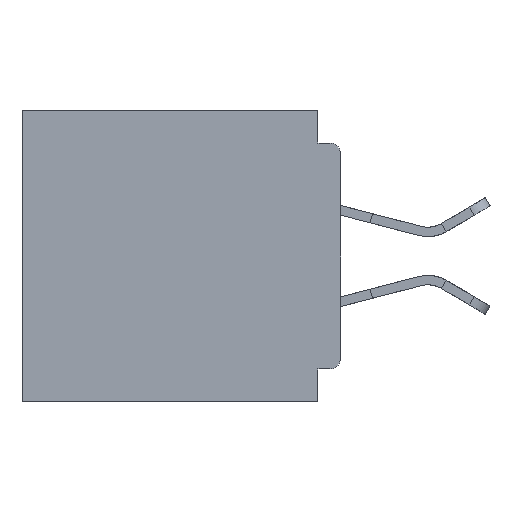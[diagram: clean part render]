
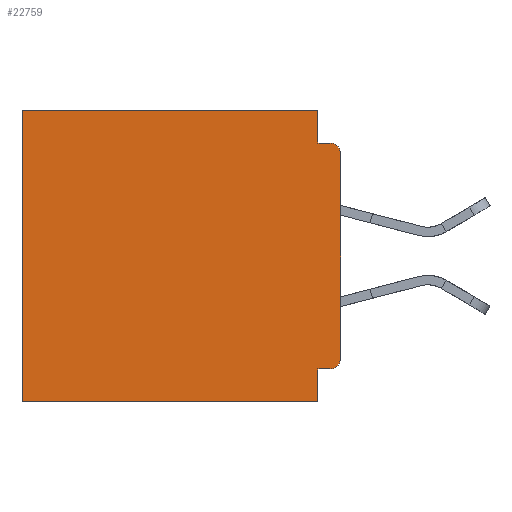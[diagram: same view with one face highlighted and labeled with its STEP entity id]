
A CAD part, left-side view. The second image highlights one B-rep face of the part: STEP entity #22759.
In plain terms, the highlighted planar face has unit normal (-1, 0, 0).
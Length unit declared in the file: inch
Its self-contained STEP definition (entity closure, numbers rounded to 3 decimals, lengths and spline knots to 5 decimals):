
#951 = VERTEX_POINT ( 'NONE', #5655 ) ;
#980 = DIRECTION ( 'NONE',  ( 0., 1., 0. ) ) ;
#1466 = EDGE_CURVE ( 'NONE', #14868, #951, #22450, .T. ) ;
#1746 = ORIENTED_EDGE ( 'NONE', *, *, #7417, .T. ) ;
#2447 = VERTEX_POINT ( 'NONE', #3322 ) ;
#2793 = EDGE_CURVE ( 'NONE', #24317, #2447, #20079, .T. ) ;
#2872 = EDGE_CURVE ( 'NONE', #33625, #14843, #45289, .T. ) ;
#3269 = FACE_OUTER_BOUND ( 'NONE', #24920, .T. ) ;
#3322 = CARTESIAN_POINT ( 'NONE',  ( 0.3, 0.031, -0.355 ) ) ;
#4378 = LINE ( 'NONE', #34934, #20277 ) ;
#4487 = CARTESIAN_POINT ( 'NONE',  ( 0.3, 0., -0.4 ) ) ;
#5645 = VERTEX_POINT ( 'NONE', #43044 ) ;
#5655 = CARTESIAN_POINT ( 'NONE',  ( 0.3, 0.437, -0.4 ) ) ;
#6039 = CARTESIAN_POINT ( 'NONE',  ( 0.3, 0.015, -0.355 ) ) ;
#6879 = DIRECTION ( 'NONE',  ( 0., 0., -1. ) ) ;
#7220 = EDGE_CURVE ( 'NONE', #33625, #40635, #24739, .T. ) ;
#7417 = EDGE_CURVE ( 'NONE', #27342, #14868, #33709, .T. ) ;
#7851 = DIRECTION ( 'NONE',  ( 0., 0., -1. ) ) ;
#8332 = VECTOR ( 'NONE', #980, 39.37008 ) ;
#9372 = CARTESIAN_POINT ( 'NONE',  ( 0.3, 0., 0. ) ) ;
#10219 = LINE ( 'NONE', #32055, #36687 ) ;
#10248 = CARTESIAN_POINT ( 'NONE',  ( 0.3, 0., -0.355 ) ) ;
#10575 = CARTESIAN_POINT ( 'NONE',  ( 0.3, 0.437, 0. ) ) ;
#10873 = ORIENTED_EDGE ( 'NONE', *, *, #16740, .F. ) ;
#11048 = ORIENTED_EDGE ( 'NONE', *, *, #27151, .F. ) ;
#11751 = CARTESIAN_POINT ( 'NONE',  ( 0.3, 0.015, -0.06 ) ) ;
#12717 = DIRECTION ( 'NONE',  ( 0., 1., 0. ) ) ;
#12754 = AXIS2_PLACEMENT_3D ( 'NONE', #20075, #45146, #23642 ) ;
#12823 = ORIENTED_EDGE ( 'NONE', *, *, #2793, .F. ) ;
#13169 = CARTESIAN_POINT ( 'NONE',  ( 0.3, 0.031, 0. ) ) ;
#14109 = DIRECTION ( 'NONE',  ( -1., 0., 0. ) ) ;
#14790 = ORIENTED_EDGE ( 'NONE', *, *, #21076, .F. ) ;
#14843 = VERTEX_POINT ( 'NONE', #31836 ) ;
#14868 = VERTEX_POINT ( 'NONE', #10575 ) ;
#15406 = DIRECTION ( 'NONE',  ( 0., 0., -1. ) ) ;
#16740 = EDGE_CURVE ( 'NONE', #40016, #40635, #4378, .T. ) ;
#18445 = CARTESIAN_POINT ( 'NONE',  ( 0.3, 0.031, -0.045 ) ) ;
#18938 = AXIS2_PLACEMENT_3D ( 'NONE', #35658, #14109, #39283 ) ;
#20070 = ORIENTED_EDGE ( 'NONE', *, *, #36022, .T. ) ;
#20075 = CARTESIAN_POINT ( 'NONE',  ( 0.3, 0., -0.4 ) ) ;
#20079 = LINE ( 'NONE', #10248, #38040 ) ;
#20216 = VECTOR ( 'NONE', #24828, 39.37008 ) ;
#20277 = VECTOR ( 'NONE', #42166, 39.37008 ) ;
#21076 = EDGE_CURVE ( 'NONE', #27342, #40016, #10219, .T. ) ;
#21458 = CARTESIAN_POINT ( 'NONE',  ( 0.3, 0., -0.4 ) ) ;
#22450 = LINE ( 'NONE', #24671, #20216 ) ;
#22759 = ADVANCED_FACE ( 'NONE', ( #3269 ), #30706, .F. ) ;
#23642 = DIRECTION ( 'NONE',  ( 0., 0., -1. ) ) ;
#24317 = VERTEX_POINT ( 'NONE', #6039 ) ;
#24404 = ORIENTED_EDGE ( 'NONE', *, *, #1466, .T. ) ;
#24671 = CARTESIAN_POINT ( 'NONE',  ( 0.3, 0.437, -0.4 ) ) ;
#24739 = CIRCLE ( 'NONE', #31804, 0.015 ) ;
#24828 = DIRECTION ( 'NONE',  ( 0., 0., -1. ) ) ;
#24920 = EDGE_LOOP ( 'NONE', ( #29396, #28322, #10873, #14790, #1746, #24404, #35670, #11048, #12823, #20070 ) ) ;
#25270 = VECTOR ( 'NONE', #34563, 39.37008 ) ;
#26403 = CARTESIAN_POINT ( 'NONE',  ( 0.3, 0.031, -0.4 ) ) ;
#26515 = CARTESIAN_POINT ( 'NONE',  ( 0.3, 0., -0.06 ) ) ;
#27151 = EDGE_CURVE ( 'NONE', #2447, #5645, #46352, .T. ) ;
#27342 = VERTEX_POINT ( 'NONE', #13169 ) ;
#27390 = CIRCLE ( 'NONE', #18938, 0.015 ) ;
#27490 = LINE ( 'NONE', #4487, #8332 ) ;
#28322 = ORIENTED_EDGE ( 'NONE', *, *, #7220, .T. ) ;
#29396 = ORIENTED_EDGE ( 'NONE', *, *, #2872, .F. ) ;
#30706 = PLANE ( 'NONE',  #12754 ) ;
#31804 = AXIS2_PLACEMENT_3D ( 'NONE', #11751, #36945, #15406 ) ;
#31836 = CARTESIAN_POINT ( 'NONE',  ( 0.3, 0., -0.34 ) ) ;
#32055 = CARTESIAN_POINT ( 'NONE',  ( 0.3, 0.031, 0. ) ) ;
#33625 = VERTEX_POINT ( 'NONE', #26515 ) ;
#33709 = LINE ( 'NONE', #9372, #25270 ) ;
#34563 = DIRECTION ( 'NONE',  ( 0., 1., 0. ) ) ;
#34656 = VECTOR ( 'NONE', #7851, 39.37008 ) ;
#34934 = CARTESIAN_POINT ( 'NONE',  ( 0.3, 0., -0.045 ) ) ;
#35658 = CARTESIAN_POINT ( 'NONE',  ( 0.3, 0.015, -0.34 ) ) ;
#35670 = ORIENTED_EDGE ( 'NONE', *, *, #43791, .F. ) ;
#35938 = CARTESIAN_POINT ( 'NONE',  ( 0.3, 0.015, -0.045 ) ) ;
#36022 = EDGE_CURVE ( 'NONE', #24317, #14843, #27390, .T. ) ;
#36687 = VECTOR ( 'NONE', #6879, 39.37008 ) ;
#36945 = DIRECTION ( 'NONE',  ( -1., 0., 0. ) ) ;
#38040 = VECTOR ( 'NONE', #12717, 39.37008 ) ;
#39283 = DIRECTION ( 'NONE',  ( 0., 0., -1. ) ) ;
#40016 = VERTEX_POINT ( 'NONE', #18445 ) ;
#40635 = VERTEX_POINT ( 'NONE', #35938 ) ;
#42166 = DIRECTION ( 'NONE',  ( 0., -1., 0. ) ) ;
#43044 = CARTESIAN_POINT ( 'NONE',  ( 0.3, 0.031, -0.4 ) ) ;
#43791 = EDGE_CURVE ( 'NONE', #5645, #951, #27490, .T. ) ;
#44303 = DIRECTION ( 'NONE',  ( 0., 0., -1. ) ) ;
#45146 = DIRECTION ( 'NONE',  ( 1., 0., 0. ) ) ;
#45222 = VECTOR ( 'NONE', #44303, 39.37008 ) ;
#45289 = LINE ( 'NONE', #21458, #34656 ) ;
#46352 = LINE ( 'NONE', #26403, #45222 ) ;
